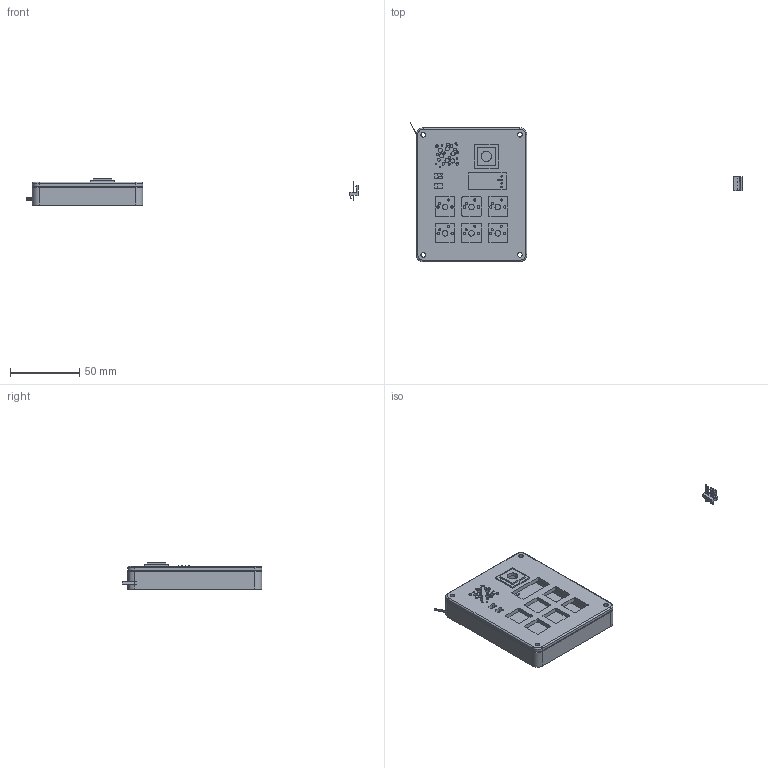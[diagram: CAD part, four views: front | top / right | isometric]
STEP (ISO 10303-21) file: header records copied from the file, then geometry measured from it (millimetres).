
FILE_DESCRIPTION(/* description */ (''),/* implementation_level */ '2;1');
FILE_NAME(/* name */ 'Assembly Macropad.step',/* time_stamp */ '2026-02-10T07:23:28+01:00',/* author */ (''),/* organization */ (''),/* preprocessor_version */ 'ST-DEVELOPER v20.1',/* originating_system */ 'Autodesk Translation Framework v14.24.0.0',/* authorisation */ '');
FILE_SCHEMA (('AUTOMOTIVE_DESIGN { 1 0 10303 214 3 1 1 }'));
Length unit declared in the file: millimetre
Products named in the file (6): 2026-02-04-22-14-55-887; 2026-02-01-12-42-04-727; 2026-02-01-14-28-44-356; Macro pad 1; FanPinHeader_1x04_P2.54mm_Vertical; Macro pad_PCB
Assembly tree (5 placements, depth 3):
  2026-02-04-22-14-55-887
    2026-02-01-12-42-04-727
    2026-02-01-14-28-44-356
    Macro pad 1
      FanPinHeader_1x04_P2.54mm_Vertical
      Macro pad_PCB
Bounding box: 240.48 x 101.24 x 18.94 mm (x, y, z)
Volume: 69647.2 mm3; surface area: 49806 mm2
Topology: 5 solids, 7 shells, 640 faces, 1742 edges, 1142 vertices
Faces by surface type: plane 363, cylinder 143, bspline 130, torus 4
Full cylindrical faces by diameter (mm): 0.889 x13, 1 x11, 1.02 x4, 1.1 x1, 1.5 x16, 1.7 x12, 2 x8, 3 x6, 3.4 x8, 4 x6, 6 x4, 7.4 x1
Entity records: 21967 total; most frequent: CARTESIAN_POINT 5745, ORIENTED_EDGE 3476, DIRECTION 2816, EDGE_CURVE 1742, LINE 1190, VECTOR 1190, VERTEX_POINT 1142, EDGE_LOOP 876
